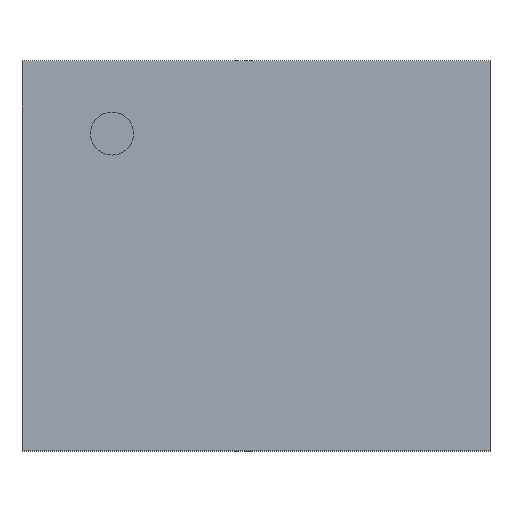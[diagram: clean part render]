
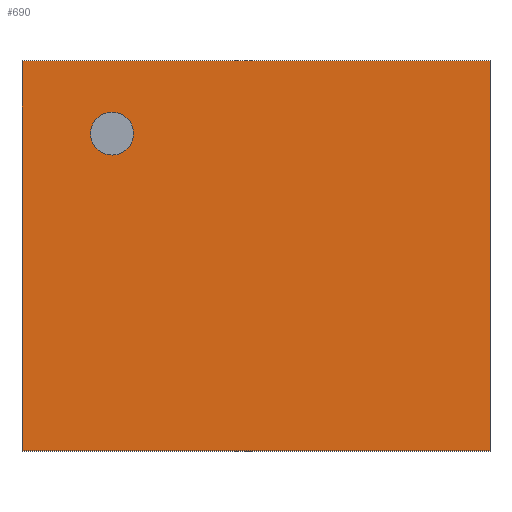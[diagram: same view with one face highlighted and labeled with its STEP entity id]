
A CAD part, top view. The second image highlights one B-rep face of the part: STEP entity #690.
In plain terms, the highlighted planar face has unit normal (0, 0, 1).
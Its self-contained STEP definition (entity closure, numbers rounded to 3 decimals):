
#35 = VERTEX_POINT('',#36);
#36 = CARTESIAN_POINT('',(-0.922,0.922,0.88));
#42 = EDGE_CURVE('',#43,#35,#45,.T.);
#43 = VERTEX_POINT('',#44);
#44 = CARTESIAN_POINT('',(-0.922,0.646,0.88));
#45 = CIRCLE('',#46,0.138);
#46 = AXIS2_PLACEMENT_3D('',#47,#48,#49);
#47 = CARTESIAN_POINT('',(-0.922,0.784,0.88));
#48 = DIRECTION('',(0.,0.,1.));
#49 = DIRECTION('',(0.,1.,0.));
#598 = EDGE_CURVE('',#599,#601,#603,.T.);
#599 = VERTEX_POINT('',#600);
#600 = CARTESIAN_POINT('',(1.5,1.25,0.88));
#601 = VERTEX_POINT('',#602);
#602 = CARTESIAN_POINT('',(1.5,-1.25,0.88));
#603 = LINE('',#604,#605);
#604 = CARTESIAN_POINT('',(1.5,-1.25,0.88));
#605 = VECTOR('',#606,1.);
#606 = DIRECTION('',(0.,-1.,0.));
#629 = EDGE_CURVE('',#601,#630,#632,.T.);
#630 = VERTEX_POINT('',#631);
#631 = CARTESIAN_POINT('',(-1.5,-1.25,0.88));
#632 = LINE('',#633,#634);
#633 = CARTESIAN_POINT('',(1.5,-1.25,0.88));
#634 = VECTOR('',#635,1.);
#635 = DIRECTION('',(-1.,0.,0.));
#653 = EDGE_CURVE('',#630,#654,#656,.T.);
#654 = VERTEX_POINT('',#655);
#655 = CARTESIAN_POINT('',(-1.5,1.25,0.88));
#656 = LINE('',#657,#658);
#657 = CARTESIAN_POINT('',(-1.5,-1.25,0.88));
#658 = VECTOR('',#659,1.);
#659 = DIRECTION('',(0.,1.,0.));
#677 = EDGE_CURVE('',#654,#599,#678,.T.);
#678 = LINE('',#679,#680);
#679 = CARTESIAN_POINT('',(1.5,1.25,0.88));
#680 = VECTOR('',#681,1.);
#681 = DIRECTION('',(1.,0.,0.));
#690 = ADVANCED_FACE('',(#691,#701),#707,.T.);
#691 = FACE_BOUND('',#692,.T.);
#692 = EDGE_LOOP('',(#693,#700));
#693 = ORIENTED_EDGE('',*,*,#694,.F.);
#694 = EDGE_CURVE('',#35,#43,#695,.T.);
#695 = CIRCLE('',#696,0.138);
#696 = AXIS2_PLACEMENT_3D('',#697,#698,#699);
#697 = CARTESIAN_POINT('',(-0.922,0.784,0.88));
#698 = DIRECTION('',(0.,0.,1.));
#699 = DIRECTION('',(0.,1.,0.));
#700 = ORIENTED_EDGE('',*,*,#42,.F.);
#701 = FACE_BOUND('',#702,.T.);
#702 = EDGE_LOOP('',(#703,#704,#705,#706));
#703 = ORIENTED_EDGE('',*,*,#598,.F.);
#704 = ORIENTED_EDGE('',*,*,#677,.F.);
#705 = ORIENTED_EDGE('',*,*,#653,.F.);
#706 = ORIENTED_EDGE('',*,*,#629,.F.);
#707 = PLANE('',#708);
#708 = AXIS2_PLACEMENT_3D('',#709,#710,#711);
#709 = CARTESIAN_POINT('',(0.,0.,0.88)
  );
#710 = DIRECTION('',(0.,0.,1.));
#711 = DIRECTION('',(0.,1.,0.));
